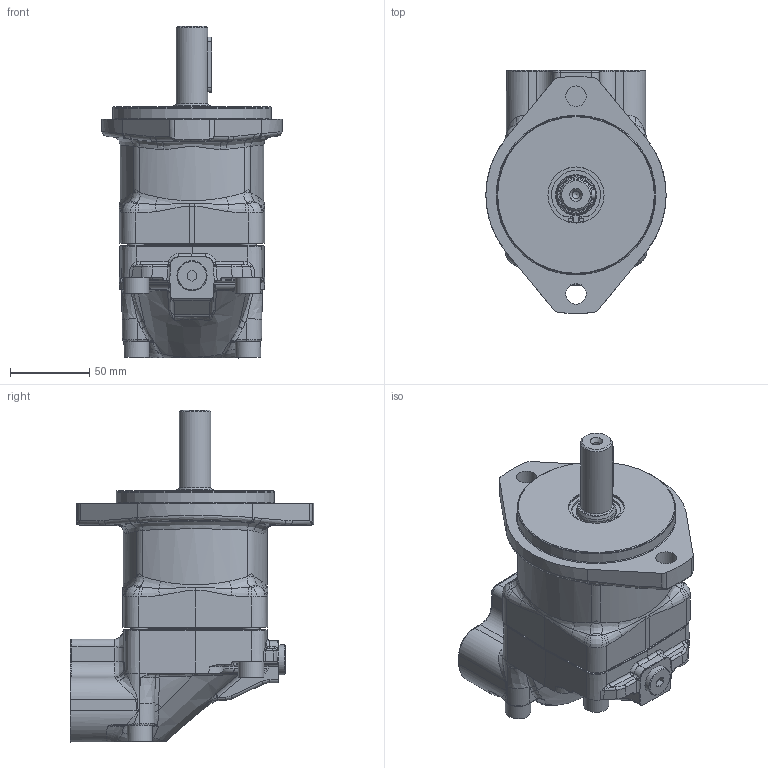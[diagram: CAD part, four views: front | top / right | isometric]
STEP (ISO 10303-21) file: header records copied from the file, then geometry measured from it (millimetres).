
FILE_DESCRIPTION(/* description */ (''),/* implementation_level */ '2;1');
FILE_NAME(/* name */ '4nkfckrs..stp',/* time_stamp */ '2020-02-14T09:14:30+00:00',/* author */ ('InventorETOServices'),/* organization */ (''),/* preprocessor_version */ 'ST-DEVELOPER v18',/* originating_system */ 'Autodesk Inventor 2020',/* authorisation */ '');
FILE_SCHEMA (('AUTOMOTIVE_DESIGN { 1 0 10303 214 3 1 1 }'));
Products named in the file (5): Intent; F11_F12.0A34E3D4D3B0332BE92477046FA239FC; 010_bearinghsg_C.0472DE829AC8B49EA1FACF8EF9D90EE6; 010_barrelhsg_B.B2DC39CC6E779334E5D1353A9FBD9DAB; 010_shaft_K.FECBC4C118AE9B0043D5FE0641FF1F4C
Assembly tree (4 placements, depth 3):
  Intent
    F11_F12.0A34E3D4D3B0332BE92477046FA239FC
      010_bearinghsg_C.0472DE829AC8B49EA1FACF8EF9D90EE6
      010_barrelhsg_B.B2DC39CC6E779334E5D1353A9FBD9DAB
      010_shaft_K.FECBC4C118AE9B0043D5FE0641FF1F4C
Bounding box: 114 x 153.99 x 209.92 mm (x, y, z)
Volume: 834897.3 mm3; surface area: 198272.1 mm2
Topology: 4 solids, 5 shells, 1141 faces, 2814 edges, 1719 vertices
Faces by surface type: bspline 445, cylinder 320, plane 228, cone 70, torus 69, sphere 9
Full cylindrical faces by diameter (mm): 2.5 x2, 3 x1, 4.917 x1, 5.5 x1, 6 x1, 8 x1, 8.7 x4, 10 x4, 11 x4, 11.2 x1, 13 x2, 13.2 x1, 14.3 x1, 14.95 x2, 16 x4, 19 x1, 20 x1, 24.12 x2, 25 x2, 25.7 x1, 30 x1, 30.7 x1, 31 x1, 35 x2, 35.5 x2, 49 x1, 68 x1, 70 x1, 72.8 x1, 76 x3
Entity records: 67667 total; most frequent: CARTESIAN_POINT 43345, ORIENTED_EDGE 5612, DIRECTION 4402, EDGE_CURVE 2806, AXIS2_PLACEMENT_3D 1838, VERTEX_POINT 1719, EDGE_LOOP 1203, FACE_OUTER_BOUND 1141
